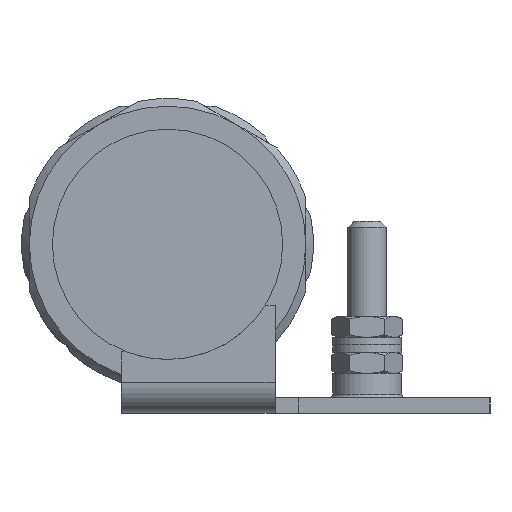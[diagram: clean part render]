
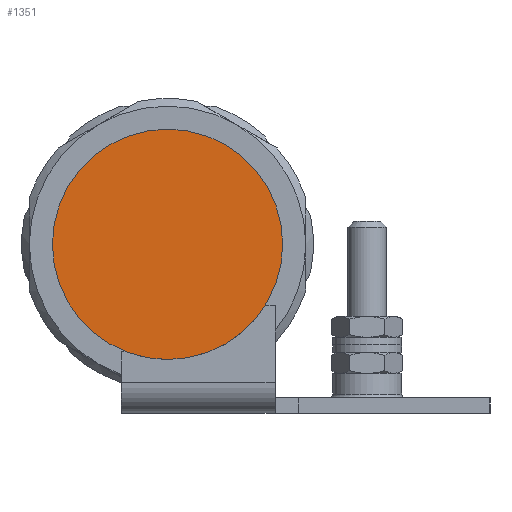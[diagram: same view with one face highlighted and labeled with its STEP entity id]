
A CAD part, left-side view. The second image highlights one B-rep face of the part: STEP entity #1351.
In plain terms, the highlighted planar face has unit normal (-1, 0, 0).
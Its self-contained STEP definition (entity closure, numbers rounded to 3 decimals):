
#1351=ADVANCED_FACE('',(#2080),#2082,.F.);
#2080=FACE_BOUND('',#2081,.T.);
#2081=EDGE_LOOP('',(#3603));
#2082=PLANE('',#2083);
#2083=AXIS2_PLACEMENT_3D('',#2084,#2085,#2086);
#2084=CARTESIAN_POINT('',(0.,0.,0.));
#2085=DIRECTION('',(1.,0.,0.));
#2086=DIRECTION('',(0.,1.,0.));
#3603=ORIENTED_EDGE('',*,*,#4327,.F.);
#4327=EDGE_CURVE('',#4868,#4868,#4869,.T.);
#4868=VERTEX_POINT('',#5947);
#4869=CIRCLE('',#5948,15.);
#5947=CARTESIAN_POINT('',(0.,15.,0.));
#5948=AXIS2_PLACEMENT_3D('',#5949,#5950,#5951);
#5949=CARTESIAN_POINT('',(0.,0.,0.));
#5950=DIRECTION('',(1.,0.,0.));
#5951=DIRECTION('',(0.,1.,0.));
